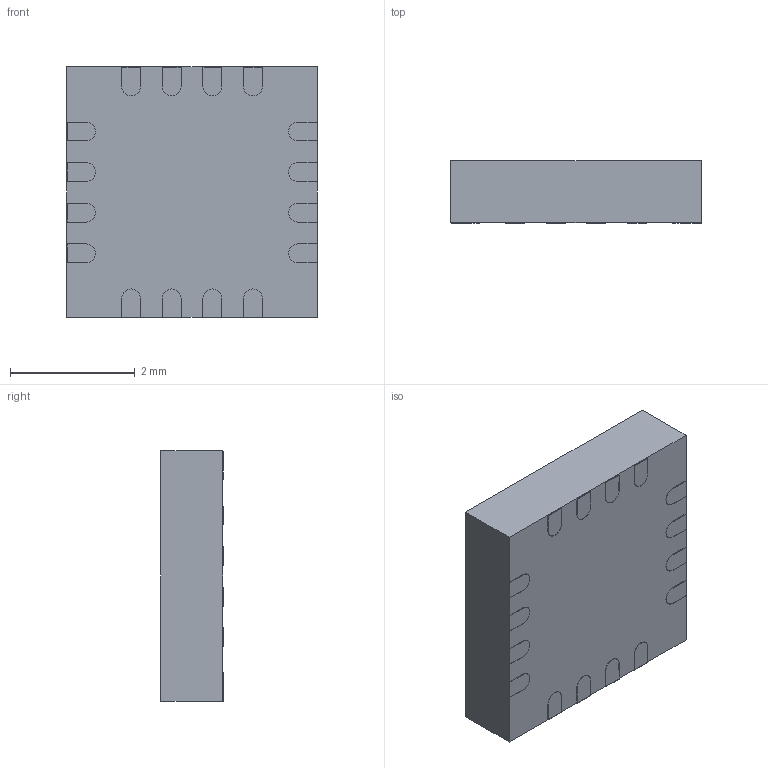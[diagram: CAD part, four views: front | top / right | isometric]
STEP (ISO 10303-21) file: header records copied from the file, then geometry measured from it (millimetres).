
FILE_DESCRIPTION (( 'STEP AP214' ), '1' );
FILE_NAME ( 'PQFN65P400X400X100-17N.step', '2017-9-9T0:40:21', ( '' ), ( '' ), 'EDABuilder', 'EMA Design Automation', '' );
FILE_SCHEMA (( 'AUTOMOTIVE_DESIGN' ));
Length unit declared in the file: millimetre
Products named in the file (1): face1_BC
Bounding box: 4 x 1 x 4.01 mm (x, y, z)
Volume: 15.9 mm3; surface area: 52.6 mm2
Topology: 18 solids, 18 shells, 105 faces, 207 edges, 138 vertices
Faces by surface type: plane 88, cylinder 17
Full cylindrical faces by diameter (mm): 0.498 x1
Entity records: 2824 total; most frequent: DIRECTION 488, CARTESIAN_POINT 468, ORIENTED_EDGE 412, EDGE_CURVE 206, LINE 172, VECTOR 172, AXIS2_PLACEMENT_3D 158, VERTEX_POINT 138
